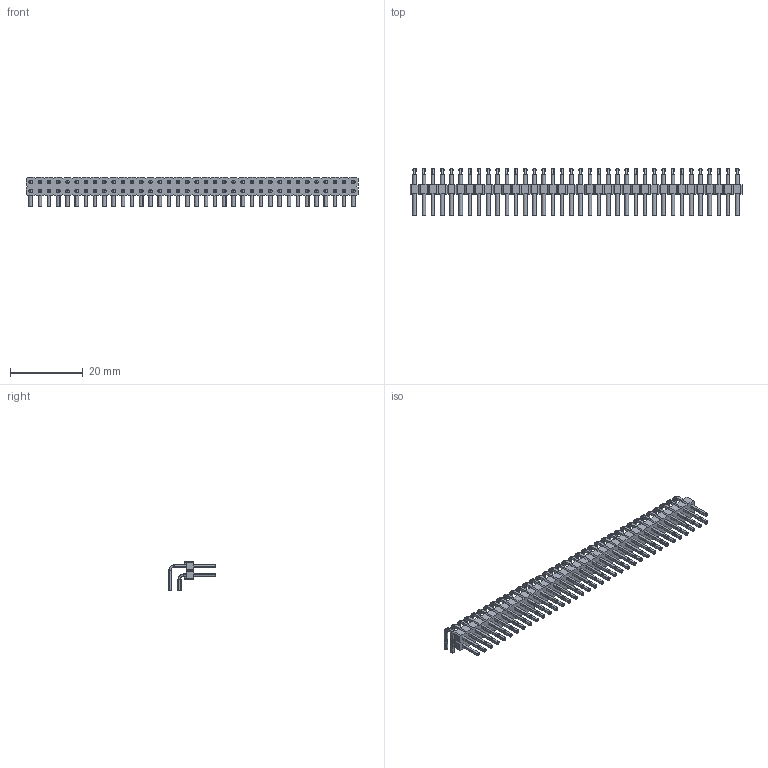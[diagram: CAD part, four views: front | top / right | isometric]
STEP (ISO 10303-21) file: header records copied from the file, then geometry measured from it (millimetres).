
FILE_DESCRIPTION(/* description */ ('-'),/* implementation_level */ '2;1');
FILE_NAME(/* name */ 'Stiftleiste, RM 2,54 mm - 6-3 mm, gewinkelt 90° stehend - 2 x 36 - schwarz',/* time_stamp */ '2022-04-29T18:37:21+02:00',/* author */ ('c.wilms'),/* organization */ ('-'),/* preprocessor_version */ 'ST-DEVELOPER v16.7',/* originating_system */ 'Solid Edge',/* authorisation */ 'Unknown');
FILE_SCHEMA (('CONFIG_CONTROL_DESIGN','AP242_MANAGED_MODEL_BASED_3D_ENGINEERING_MIM_LF { 1 0 10303 442 1 1 4 }','AUTOMOTIVE_DESIGN {1 0 10303 214 3 1 1}'));
Length unit declared in the file: millimetre
Products named in the file (4): Stiftleiste, RM 2,54 mm - 6-3 mm, gewinkelt 90° stehend - 2 x 36 - sc
hwarz; Stiftleiste, RM 2,54 mm - Träger - 2 x 36 - schwarz; Stiftleiste, RM 2,54 mm - Stift, Reihe 1 -  6-3 mm, gewinkelt 90° ste
hend; Stiftleiste, RM 2,54 mm - Stift, Reihe 2 -  6-3 mm, gewinkelt 90° ste
hend
Assembly tree (73 placements, depth 2):
  Stiftleiste, RM 2,54 mm - 6-3 mm, gewinkelt 90° stehend - 2 x 36 - sc
hwarz
    Stiftleiste, RM 2,54 mm - Träger - 2 x 36 - schwarz
    Stiftleiste, RM 2,54 mm - Stift, Reihe 1 -  6-3 mm, gewinkelt 90° ste
hend  x36
    Stiftleiste, RM 2,54 mm - Stift, Reihe 2 -  6-3 mm, gewinkelt 90° ste
hend  x36
Bounding box: 91.44 x 13.1 x 8.08 mm (x, y, z)
Volume: 1398.5 mm3; surface area: 8022.4 mm2
Topology: 73 solids, 217 shells, 3110 faces, 8316 edges, 5352 vertices
Faces by surface type: plane 1670, cylinder 1152, torus 288
Full cylindrical faces by diameter (mm): 1 x144
Entity records: 30043 total; most frequent: CARTESIAN_POINT 5228, ORIENTED_EDGE 5136, DIRECTION 5108, EDGE_CURVE 2572, LINE 1924, VECTOR 1924, VERTEX_POINT 1712, AXIS2_PLACEMENT_3D 1592
